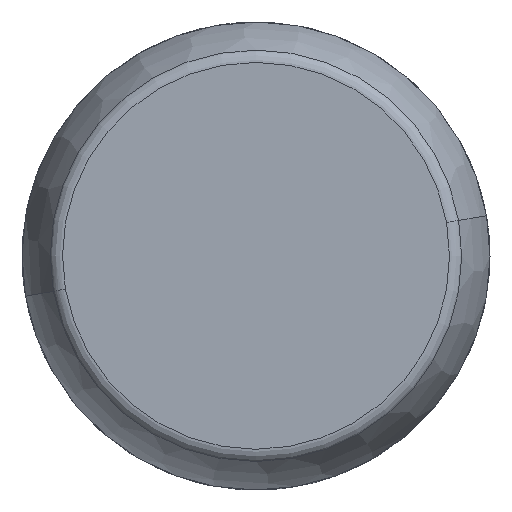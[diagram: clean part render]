
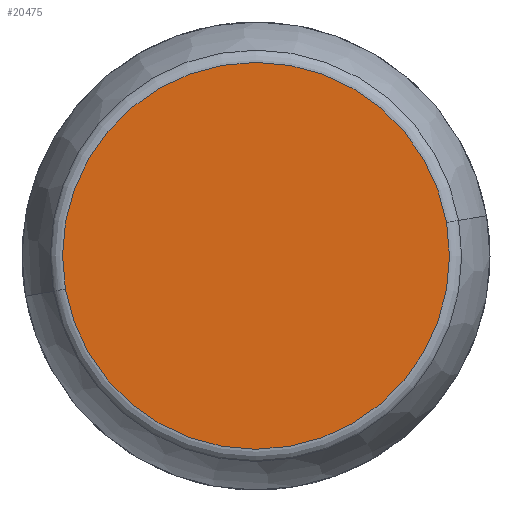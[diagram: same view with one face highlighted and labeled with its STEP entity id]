
A CAD part, top view. The second image highlights one B-rep face of the part: STEP entity #20475.
In plain terms, the highlighted planar face has unit normal (0, 0, 1).
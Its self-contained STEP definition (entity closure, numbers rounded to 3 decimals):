
#19397=AXIS2_PLACEMENT_3D('Circle Axis2P3D',#19395,#19396,$) ;
#19417=AXIS2_PLACEMENT_3D('Circle Axis2P3D',#19415,#19416,$) ;
#20469=AXIS2_PLACEMENT_3D('Plane Axis2P3D',#20466,#20467,#20468) ;
#19392=CARTESIAN_POINT('Vertex',(-10.434,-6.625,11.25)) ;
#19395=CARTESIAN_POINT('Axis2P3D Location',(0.,0.,11.25)) ;
#19399=CARTESIAN_POINT('Vertex',(10.434,6.625,11.25)) ;
#19415=CARTESIAN_POINT('Axis2P3D Location',(0.,0.,11.25)) ;
#20466=CARTESIAN_POINT('Axis2P3D Location',(0.,0.,11.25)) ;
#19396=DIRECTION('Axis2P3D Direction',(0.,0.,1.)) ;
#19416=DIRECTION('Axis2P3D Direction',(0.,0.,1.)) ;
#20467=DIRECTION('Axis2P3D Direction',(0.,0.,1.)) ;
#20468=DIRECTION('Axis2P3D XDirection',(1.,0.,0.)) ;
#20472=ORIENTED_EDGE('',*,*,#19419,.T.) ;
#20473=ORIENTED_EDGE('',*,*,#19401,.T.) ;
#20475=ADVANCED_FACE('Corps principal ( *SOL2 - wsp *MASTER -  )',(#20474),#20470,.T.) ;
#19398=CIRCLE('generated circle',#19397,12.36) ;
#19418=CIRCLE('generated circle',#19417,12.36) ;
#19401=EDGE_CURVE('',#19400,#19393,#19398,.T.) ;
#19419=EDGE_CURVE('',#19393,#19400,#19418,.T.) ;
#20471=EDGE_LOOP('',(#20472,#20473)) ;
#20474=FACE_OUTER_BOUND('',#20471,.T.) ;
#20470=PLANE('',#20469) ;
#19393=VERTEX_POINT('',#19392) ;
#19400=VERTEX_POINT('',#19399) ;
